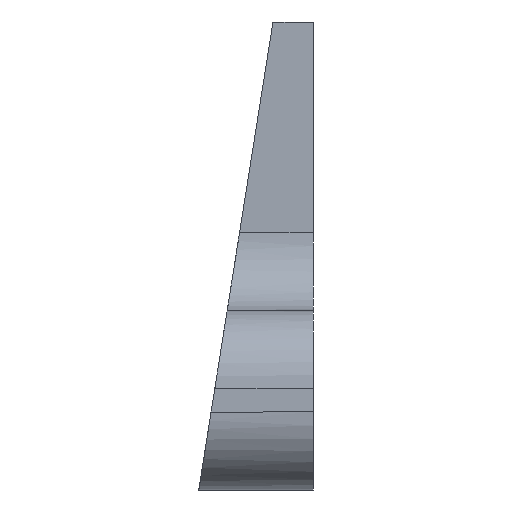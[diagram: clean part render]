
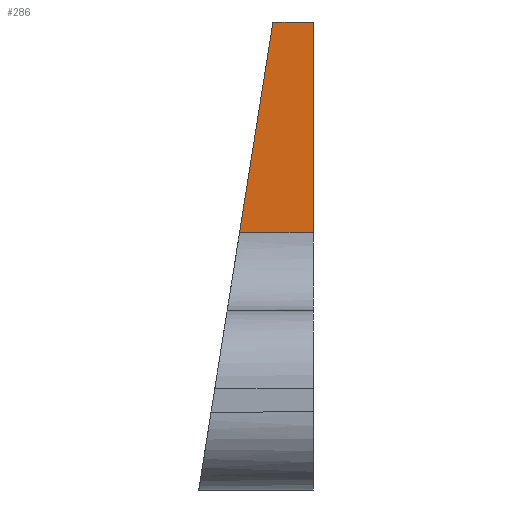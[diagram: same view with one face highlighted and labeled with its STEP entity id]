
A CAD part, left-side view. The second image highlights one B-rep face of the part: STEP entity #286.
In plain terms, the highlighted planar face has unit normal (-1, 0, 0).
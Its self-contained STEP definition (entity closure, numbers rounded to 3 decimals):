
#15 = DIRECTION ( 'NONE',  ( 0., 1., 0. ) ) ;
#38 = EDGE_CURVE ( 'NONE', #611, #824, #170, .T. ) ;
#76 = CARTESIAN_POINT ( 'NONE',  ( -20.5, 7.335, 0. ) ) ;
#102 = VECTOR ( 'NONE', #618, 1000. ) ;
#106 = VERTEX_POINT ( 'NONE', #342 ) ;
#115 = LINE ( 'NONE', #500, #857 ) ;
#119 = CARTESIAN_POINT ( 'NONE',  ( -20.5, 0., -9.5 ) ) ;
#141 = DIRECTION ( 'NONE',  ( 1., 0., 0. ) ) ;
#170 = LINE ( 'NONE', #619, #739 ) ;
#216 = CARTESIAN_POINT ( 'NONE',  ( -20.5, 0., 4. ) ) ;
#256 = ORIENTED_EDGE ( 'NONE', *, *, #811, .T. ) ;
#286 = ADVANCED_FACE ( 'NONE', ( #517 ), #796, .F. ) ;
#297 = LINE ( 'NONE', #480, #102 ) ;
#342 = CARTESIAN_POINT ( 'NONE',  ( -20.5, 2.584, 4. ) ) ;
#388 = EDGE_LOOP ( 'NONE', ( #256, #752, #523, #540 ) ) ;
#455 = DIRECTION ( 'NONE',  ( 0., -1., 0. ) ) ;
#480 = CARTESIAN_POINT ( 'NONE',  ( -20.5, 0., 0. ) ) ;
#500 = CARTESIAN_POINT ( 'NONE',  ( -20.5, 3.139, 0.497 ) ) ;
#511 = CARTESIAN_POINT ( 'NONE',  ( -20.5, 7.335, 4. ) ) ;
#517 = FACE_OUTER_BOUND ( 'NONE', #388, .T. ) ;
#523 = ORIENTED_EDGE ( 'NONE', *, *, #595, .F. ) ;
#540 = ORIENTED_EDGE ( 'NONE', *, *, #38, .T. ) ;
#590 = VECTOR ( 'NONE', #15, 1000. ) ;
#595 = EDGE_CURVE ( 'NONE', #611, #106, #115, .T. ) ;
#599 = VERTEX_POINT ( 'NONE', #216 ) ;
#611 = VERTEX_POINT ( 'NONE', #901 ) ;
#617 = LINE ( 'NONE', #511, #590 ) ;
#618 = DIRECTION ( 'NONE',  ( 0., 0., 1. ) ) ;
#619 = CARTESIAN_POINT ( 'NONE',  ( -20.5, 0., -9.5 ) ) ;
#660 = DIRECTION ( 'NONE',  ( 0., 0., -1. ) ) ;
#703 = EDGE_CURVE ( 'NONE', #599, #106, #617, .T. ) ;
#716 = DIRECTION ( 'NONE',  ( 0., -0.156, 0.988 ) ) ;
#739 = VECTOR ( 'NONE', #455, 1000. ) ;
#752 = ORIENTED_EDGE ( 'NONE', *, *, #703, .T. ) ;
#796 = PLANE ( 'NONE',  #833 ) ;
#811 = EDGE_CURVE ( 'NONE', #824, #599, #297, .T. ) ;
#824 = VERTEX_POINT ( 'NONE', #119 ) ;
#833 = AXIS2_PLACEMENT_3D ( 'NONE', #76, #141, #660 ) ;
#857 = VECTOR ( 'NONE', #716, 1000. ) ;
#901 = CARTESIAN_POINT ( 'NONE',  ( -20.5, 4.722, -9.5 ) ) ;
